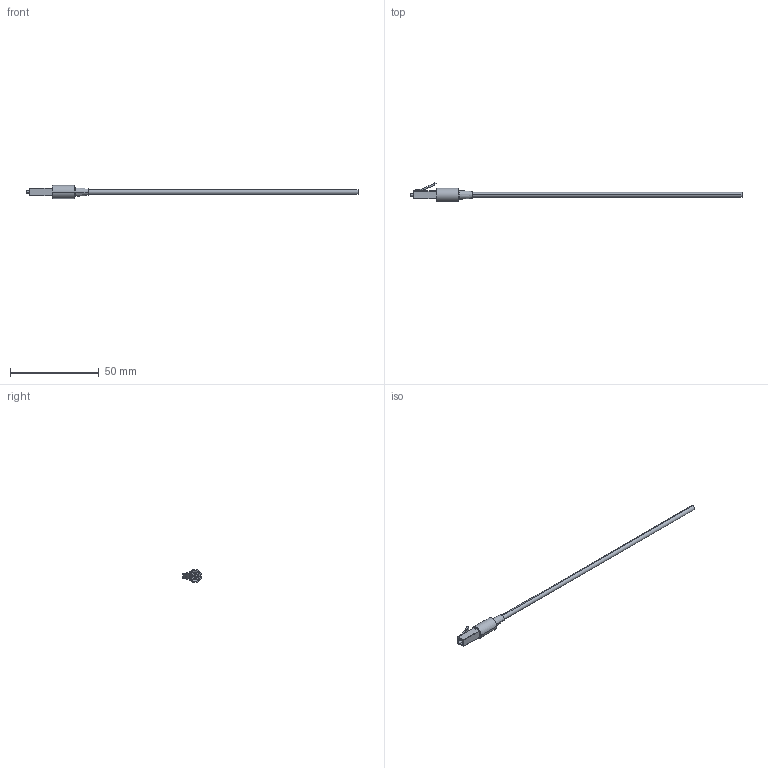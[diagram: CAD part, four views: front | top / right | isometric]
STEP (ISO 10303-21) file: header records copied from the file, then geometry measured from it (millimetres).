
FILE_DESCRIPTION (( 'STEP AP214' ), '1' );
FILE_NAME ('FPT9OM2-LC.STEP', '2012-11-06T18:41:55', ( 'x' ), ( '' ), 'SwSTEP 2.0', 'SolidWorks 2012', '' );
FILE_SCHEMA (( 'AUTOMOTIVE_DESIGN' ));
Length unit declared in the file: inch
Products named in the file (5): FPT9OM2-LC; 1AL06-096; CONN-LC3-020-1-MA2_WITHOUT SHARK FIN; 1AY07-039; CONN-LC3-020-1_900u BOOT
Assembly tree (4 placements, depth 3):
  FPT9OM2-LC
    1AL06-096
    CONN-LC3-020-1_900u BOOT
      CONN-LC3-020-1-MA2_WITHOUT SHARK FIN
      1AY07-039
Bounding box: 187.45 x 10.63 x 7.37 mm (x, y, z)
Volume: 1404.4 mm3; surface area: 2670.1 mm2
Topology: 3 solids, 3 shells, 97 faces, 215 edges, 126 vertices
Faces by surface type: plane 39, cylinder 28, cone 18, torus 8, sphere 4
Entity records: 2929 total; most frequent: DIRECTION 507, CARTESIAN_POINT 442, ORIENTED_EDGE 422, EDGE_CURVE 211, AXIS2_PLACEMENT_3D 191, VERTEX_POINT 126, LINE 125, VECTOR 125
